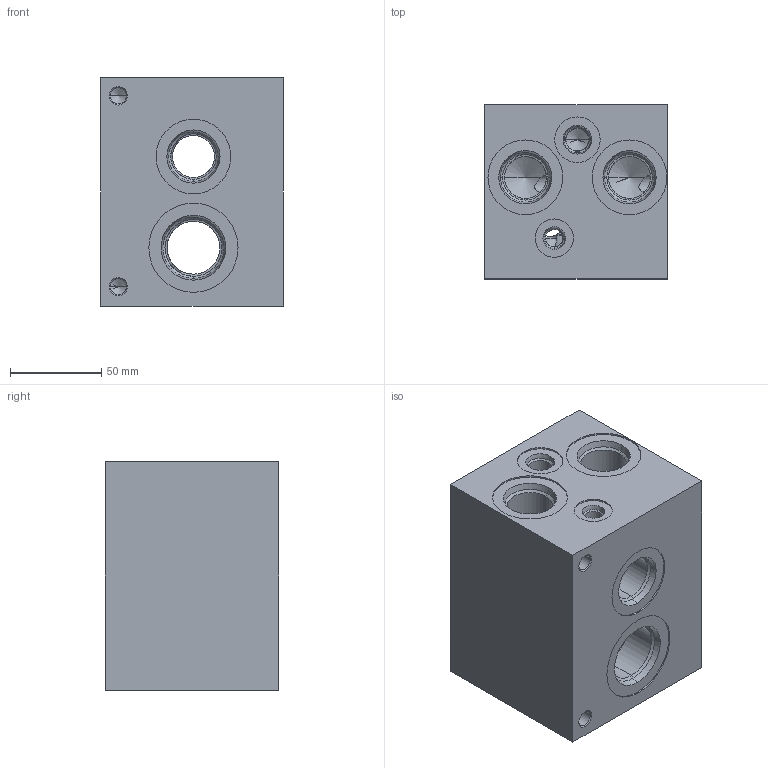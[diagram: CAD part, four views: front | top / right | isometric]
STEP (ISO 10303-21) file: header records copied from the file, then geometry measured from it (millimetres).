
FILE_DESCRIPTION((''),'2;1');
FILE_NAME('VRL_ASM','2020-06-18T',('ProEService'),(''),'PRO/ENGINEER BY PARAMETRIC TECHNOLOGY CORPORATION, 2014200','PRO/ENGINEER BY PARAMETRIC TECHNOLOGY CORPORATION, 2014200','');
FILE_SCHEMA(('CONFIG_CONTROL_DESIGN'));
Length unit declared in the file: inch
Products named in the file (3): 153-404-002; A330-006-004; VRL_ASM
Assembly tree (2 placements, depth 2):
  VRL_ASM
    153-404-002
    A330-006-004
Bounding box: 100.03 x 95.25 x 125.43 mm (x, y, z)
Volume: 952455.2 mm3; surface area: 109456.9 mm2
Topology: 2 solids, 2 shells, 255 faces, 921 edges, 797 vertices
Faces by surface type: cone 121, cylinder 98, plane 32, torus 4
Entity records: 10506 total; most frequent: CARTESIAN_POINT 2880, DIRECTION 1656, ORIENTED_EDGE 1268, EDGE_CURVE 634, AXIS2_PLACEMENT_3D 571, VECTOR 514, LINE 514, VERTEX_POINT 398
